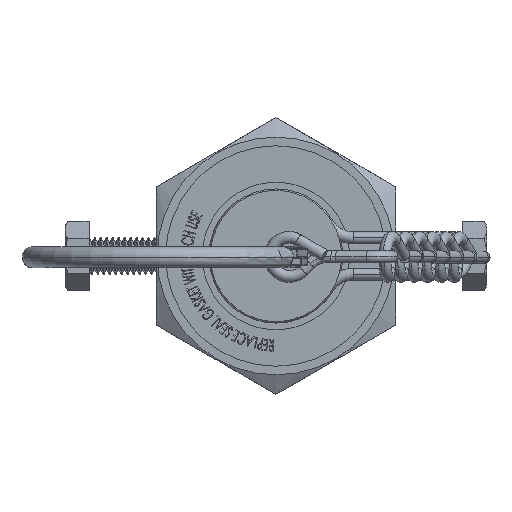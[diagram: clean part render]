
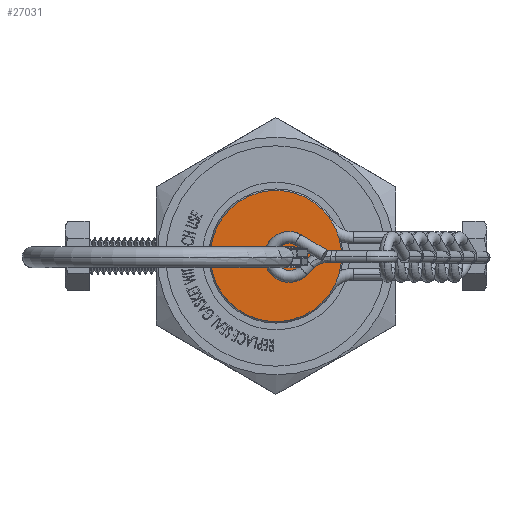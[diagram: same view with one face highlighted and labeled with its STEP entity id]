
A CAD part, left-side view. The second image highlights one B-rep face of the part: STEP entity #27031.
In plain terms, the highlighted face is planar.
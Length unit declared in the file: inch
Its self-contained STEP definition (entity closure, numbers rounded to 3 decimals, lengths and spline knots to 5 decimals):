
#890 = VERTEX_POINT ( 'NONE', #3031 ) ;
#1768 = CARTESIAN_POINT ( 'NONE',  ( 1.25, 0., 0. ) ) ;
#2322 = FACE_OUTER_BOUND ( 'NONE', #25189, .T. ) ;
#2771 = CARTESIAN_POINT ( 'NONE',  ( 1.25, 0., 0. ) ) ;
#3031 = CARTESIAN_POINT ( 'NONE',  ( 1.25, 0., -0.3425 ) ) ;
#5620 = PLANE ( 'NONE',  #43448 ) ;
#9102 = DIRECTION ( 'NONE',  ( -1., 0., 0. ) ) ;
#10447 = ORIENTED_EDGE ( 'NONE', *, *, #25132, .F. ) ;
#10604 = VERTEX_POINT ( 'NONE', #39002 ) ;
#16290 = DIRECTION ( 'NONE',  ( 0., 0., 1. ) ) ;
#19735 = ORIENTED_EDGE ( 'NONE', *, *, #41988, .F. ) ;
#25132 = EDGE_CURVE ( 'NONE', #10604, #890, #41523, .T. ) ;
#25189 = EDGE_LOOP ( 'NONE', ( #10447, #19735 ) ) ;
#26530 = DIRECTION ( 'NONE',  ( 0., 0., 1. ) ) ;
#26948 = AXIS2_PLACEMENT_3D ( 'NONE', #1768, #32570, #32431 ) ;
#27031 = ADVANCED_FACE ( 'NONE', ( #2322 ), #5620, .F. ) ;
#31937 = CIRCLE ( 'NONE', #26948, 0.3425 ) ;
#32431 = DIRECTION ( 'NONE',  ( 0., 0., 1. ) ) ;
#32570 = DIRECTION ( 'NONE',  ( -1., 0., 0. ) ) ;
#33891 = DIRECTION ( 'NONE',  ( -1., 0., 0. ) ) ;
#36756 = CARTESIAN_POINT ( 'NONE',  ( 1.25, 0.3425, 0. ) ) ;
#39002 = CARTESIAN_POINT ( 'NONE',  ( 1.25, 0., 0.3425 ) ) ;
#41523 = CIRCLE ( 'NONE', #44000, 0.3425 ) ;
#41988 = EDGE_CURVE ( 'NONE', #890, #10604, #31937, .T. ) ;
#43448 = AXIS2_PLACEMENT_3D ( 'NONE', #36756, #9102, #26530 ) ;
#44000 = AXIS2_PLACEMENT_3D ( 'NONE', #2771, #33891, #16290 ) ;
